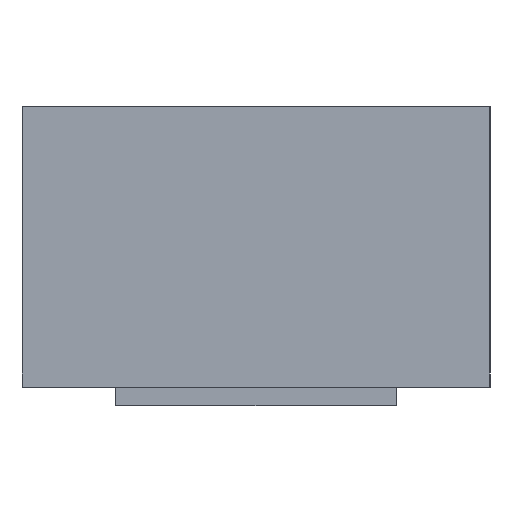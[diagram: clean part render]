
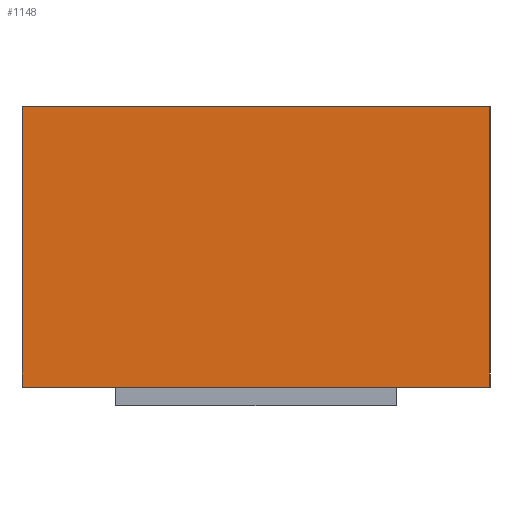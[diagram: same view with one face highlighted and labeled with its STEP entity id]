
A CAD part, left-side view. The second image highlights one B-rep face of the part: STEP entity #1148.
In plain terms, the highlighted planar face has unit normal (-1, 0, 0).
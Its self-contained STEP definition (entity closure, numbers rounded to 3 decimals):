
#11 = DIRECTION ( 'NONE',  ( -1., 0., 0. ) ) ;
#41 = ORIENTED_EDGE ( 'NONE', *, *, #1082, .T. ) ;
#72 = EDGE_CURVE ( 'NONE', #1474, #1478, #1458, .T. ) ;
#73 = DIRECTION ( 'NONE',  ( 0., 1., 0. ) ) ;
#136 = EDGE_CURVE ( 'NONE', #480, #1474, #1843, .T. ) ;
#216 = EDGE_CURVE ( 'NONE', #480, #1482, #1146, .T. ) ;
#254 = VECTOR ( 'NONE', #73, 1000. ) ;
#312 = VECTOR ( 'NONE', #2110, 1000. ) ;
#320 = VECTOR ( 'NONE', #2105, 1000. ) ;
#480 = VERTEX_POINT ( 'NONE', #1961 ) ;
#490 = VECTOR ( 'NONE', #2085, 1000. ) ;
#805 = ORIENTED_EDGE ( 'NONE', *, *, #136, .F. ) ;
#945 = EDGE_LOOP ( 'NONE', ( #1887, #805, #2418, #41 ) ) ;
#959 = CARTESIAN_POINT ( 'NONE',  ( 0., 50., 30. ) ) ;
#1082 = EDGE_CURVE ( 'NONE', #1482, #1478, #1852, .T. ) ;
#1146 = LINE ( 'NONE', #2354, #254 ) ;
#1148 = ADVANCED_FACE ( 'NONE', ( #2121 ), #1732, .T. ) ;
#1156 = CARTESIAN_POINT ( 'NONE',  ( 0., 0., 30. ) ) ;
#1352 = DIRECTION ( 'NONE',  ( 0., 0., 1. ) ) ;
#1458 = LINE ( 'NONE', #2473, #490 ) ;
#1474 = VERTEX_POINT ( 'NONE', #1539 ) ;
#1478 = VERTEX_POINT ( 'NONE', #1736 ) ;
#1482 = VERTEX_POINT ( 'NONE', #959 ) ;
#1539 = CARTESIAN_POINT ( 'NONE',  ( 0., 0., 0. ) ) ;
#1732 = PLANE ( 'NONE',  #2078 ) ;
#1736 = CARTESIAN_POINT ( 'NONE',  ( 0., 50., 0. ) ) ;
#1843 = LINE ( 'NONE', #1892, #312 ) ;
#1852 = LINE ( 'NONE', #2286, #320 ) ;
#1887 = ORIENTED_EDGE ( 'NONE', *, *, #72, .F. ) ;
#1892 = CARTESIAN_POINT ( 'NONE',  ( 0., 0., 30. ) ) ;
#1961 = CARTESIAN_POINT ( 'NONE',  ( 0., 0., 30. ) ) ;
#2078 = AXIS2_PLACEMENT_3D ( 'NONE', #1156, #11, #1352 ) ;
#2085 = DIRECTION ( 'NONE',  ( 0., 1., 0. ) ) ;
#2105 = DIRECTION ( 'NONE',  ( 0., 0., -1. ) ) ;
#2110 = DIRECTION ( 'NONE',  ( 0., 0., -1. ) ) ;
#2121 = FACE_OUTER_BOUND ( 'NONE', #945, .T. ) ;
#2286 = CARTESIAN_POINT ( 'NONE',  ( 0., 50., 30. ) ) ;
#2354 = CARTESIAN_POINT ( 'NONE',  ( 0., 0., 30. ) ) ;
#2418 = ORIENTED_EDGE ( 'NONE', *, *, #216, .T. ) ;
#2473 = CARTESIAN_POINT ( 'NONE',  ( 0., 0., 0. ) ) ;
